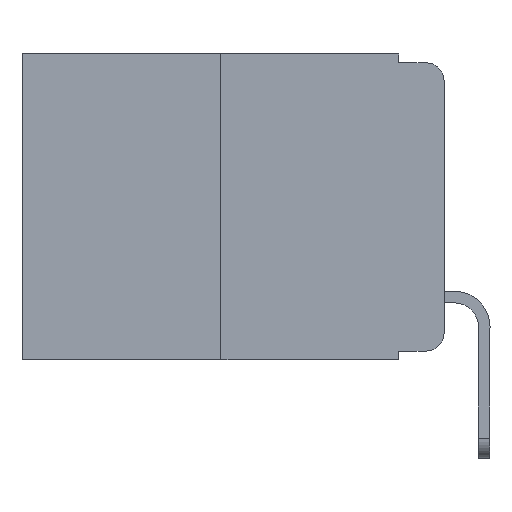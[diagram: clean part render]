
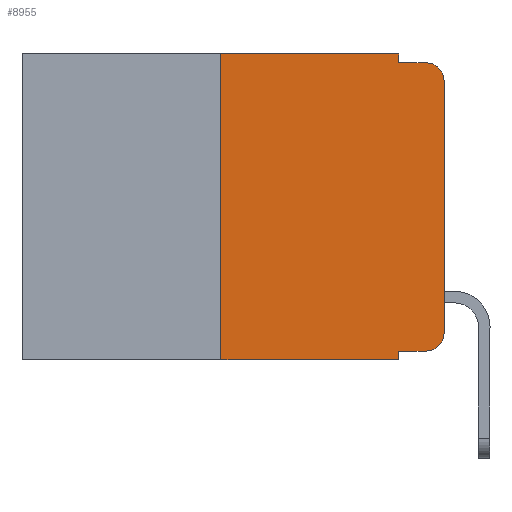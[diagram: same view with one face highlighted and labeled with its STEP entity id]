
A CAD part, left-side view. The second image highlights one B-rep face of the part: STEP entity #8955.
In plain terms, the highlighted planar face has unit normal (-1, 0, 0).
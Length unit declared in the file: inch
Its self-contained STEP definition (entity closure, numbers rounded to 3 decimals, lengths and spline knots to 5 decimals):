
#28 = PLANE ( 'NONE',  #7625 ) ;
#204 = LINE ( 'NONE', #6166, #10687 ) ;
#254 = DIRECTION ( 'NONE',  ( 0., 0., -1. ) ) ;
#380 = CIRCLE ( 'NONE', #11559, 0.02 ) ;
#385 = CARTESIAN_POINT ( 'NONE',  ( 0., 0., -0.03 ) ) ;
#533 = VECTOR ( 'NONE', #11248, 39.37008 ) ;
#845 = VERTEX_POINT ( 'NONE', #10928 ) ;
#1220 = EDGE_CURVE ( 'NONE', #10750, #5474, #204, .T. ) ;
#1347 = DIRECTION ( 'NONE',  ( 0., 0., -1. ) ) ;
#1371 = ORIENTED_EDGE ( 'NONE', *, *, #1901, .F. ) ;
#1387 = ORIENTED_EDGE ( 'NONE', *, *, #1680, .T. ) ;
#1420 = EDGE_CURVE ( 'NONE', #5474, #845, #380, .T. ) ;
#1514 = EDGE_CURVE ( 'NONE', #1738, #10750, #4819, .T. ) ;
#1564 = VERTEX_POINT ( 'NONE', #3950 ) ;
#1680 = EDGE_CURVE ( 'NONE', #8674, #4847, #9225, .T. ) ;
#1738 = VERTEX_POINT ( 'NONE', #12379 ) ;
#1901 = EDGE_CURVE ( 'NONE', #4301, #845, #7853, .T. ) ;
#1925 = EDGE_CURVE ( 'NONE', #10244, #4301, #10091, .T. ) ;
#2000 = DIRECTION ( 'NONE',  ( 0., -1., 0. ) ) ;
#2295 = CARTESIAN_POINT ( 'NONE',  ( 0., 0.473, -0.343 ) ) ;
#2315 = VERTEX_POINT ( 'NONE', #3512 ) ;
#2356 = VECTOR ( 'NONE', #10613, 39.37008 ) ;
#2413 = DIRECTION ( 'NONE',  ( 0., 0., -1. ) ) ;
#2724 = EDGE_CURVE ( 'NONE', #8674, #2315, #10203, .T. ) ;
#2982 = ORIENTED_EDGE ( 'NONE', *, *, #2724, .F. ) ;
#3037 = DIRECTION ( 'NONE',  ( 0., -1., 0. ) ) ;
#3132 = CARTESIAN_POINT ( 'NONE',  ( 0., 0.051, -0.333 ) ) ;
#3192 = EDGE_CURVE ( 'NONE', #1564, #4847, #5246, .T. ) ;
#3478 = ORIENTED_EDGE ( 'NONE', *, *, #9666, .F. ) ;
#3512 = CARTESIAN_POINT ( 'NONE',  ( 0., 0.25, 0. ) ) ;
#3950 = CARTESIAN_POINT ( 'NONE',  ( 0., 0.051, -0.333 ) ) ;
#4104 = EDGE_LOOP ( 'NONE', ( #11543, #10714, #1371, #4541, #3478, #2982, #1387, #6144, #9292, #5378 ) ) ;
#4301 = VERTEX_POINT ( 'NONE', #10720 ) ;
#4450 = EDGE_CURVE ( 'NONE', #1564, #1738, #10891, .T. ) ;
#4541 = ORIENTED_EDGE ( 'NONE', *, *, #1925, .F. ) ;
#4577 = DIRECTION ( 'NONE',  ( 0., 0., -1. ) ) ;
#4819 = CIRCLE ( 'NONE', #6925, 0.02 ) ;
#4847 = VERTEX_POINT ( 'NONE', #10626 ) ;
#4895 = DIRECTION ( 'NONE',  ( -1., 0., 0. ) ) ;
#5188 = CARTESIAN_POINT ( 'NONE',  ( 0., 0.02, -0.313 ) ) ;
#5246 = LINE ( 'NONE', #8590, #12409 ) ;
#5378 = ORIENTED_EDGE ( 'NONE', *, *, #1514, .T. ) ;
#5474 = VERTEX_POINT ( 'NONE', #385 ) ;
#5993 = CARTESIAN_POINT ( 'NONE',  ( 0., 0., -0.313 ) ) ;
#6047 = DIRECTION ( 'NONE',  ( 0., 0., 1. ) ) ;
#6144 = ORIENTED_EDGE ( 'NONE', *, *, #3192, .F. ) ;
#6166 = CARTESIAN_POINT ( 'NONE',  ( 0., 0., 0. ) ) ;
#6509 = CARTESIAN_POINT ( 'NONE',  ( 0., 0.473, 0. ) ) ;
#6659 = VECTOR ( 'NONE', #2000, 39.37008 ) ;
#6925 = AXIS2_PLACEMENT_3D ( 'NONE', #5188, #4895, #4577 ) ;
#7406 = CARTESIAN_POINT ( 'NONE',  ( 0., 0.473, 0. ) ) ;
#7625 = AXIS2_PLACEMENT_3D ( 'NONE', #7406, #8362, #2413 ) ;
#7853 = LINE ( 'NONE', #8325, #10377 ) ;
#7901 = CARTESIAN_POINT ( 'NONE',  ( 0., 0.051, 0. ) ) ;
#7963 = DIRECTION ( 'NONE',  ( 0., 0., -1. ) ) ;
#8247 = DIRECTION ( 'NONE',  ( 0., -1., 0. ) ) ;
#8325 = CARTESIAN_POINT ( 'NONE',  ( 0., 0.051, -0.01 ) ) ;
#8362 = DIRECTION ( 'NONE',  ( 1., 0., 0. ) ) ;
#8590 = CARTESIAN_POINT ( 'NONE',  ( 0., 0.051, 0. ) ) ;
#8674 = VERTEX_POINT ( 'NONE', #10718 ) ;
#8747 = LINE ( 'NONE', #6509, #533 ) ;
#8955 = ADVANCED_FACE ( 'NONE', ( #11101 ), #28, .F. ) ;
#9225 = LINE ( 'NONE', #2295, #6659 ) ;
#9292 = ORIENTED_EDGE ( 'NONE', *, *, #4450, .T. ) ;
#9666 = EDGE_CURVE ( 'NONE', #2315, #10244, #8747, .T. ) ;
#10091 = LINE ( 'NONE', #7901, #12178 ) ;
#10203 = LINE ( 'NONE', #12445, #2356 ) ;
#10244 = VERTEX_POINT ( 'NONE', #12796 ) ;
#10315 = VECTOR ( 'NONE', #3037, 39.37008 ) ;
#10377 = VECTOR ( 'NONE', #8247, 39.37008 ) ;
#10613 = DIRECTION ( 'NONE',  ( 0., 0., 1. ) ) ;
#10626 = CARTESIAN_POINT ( 'NONE',  ( 0., 0.051, -0.343 ) ) ;
#10687 = VECTOR ( 'NONE', #6047, 39.37008 ) ;
#10714 = ORIENTED_EDGE ( 'NONE', *, *, #1420, .T. ) ;
#10718 = CARTESIAN_POINT ( 'NONE',  ( 0., 0.25, -0.343 ) ) ;
#10720 = CARTESIAN_POINT ( 'NONE',  ( 0., 0.051, -0.01 ) ) ;
#10750 = VERTEX_POINT ( 'NONE', #5993 ) ;
#10891 = LINE ( 'NONE', #3132, #10315 ) ;
#10928 = CARTESIAN_POINT ( 'NONE',  ( 0., 0.02, -0.01 ) ) ;
#11101 = FACE_OUTER_BOUND ( 'NONE', #4104, .T. ) ;
#11248 = DIRECTION ( 'NONE',  ( 0., -1., 0. ) ) ;
#11543 = ORIENTED_EDGE ( 'NONE', *, *, #1220, .T. ) ;
#11559 = AXIS2_PLACEMENT_3D ( 'NONE', #11830, #12048, #1347 ) ;
#11830 = CARTESIAN_POINT ( 'NONE',  ( 0., 0.02, -0.03 ) ) ;
#12048 = DIRECTION ( 'NONE',  ( -1., 0., 0. ) ) ;
#12178 = VECTOR ( 'NONE', #7963, 39.37008 ) ;
#12379 = CARTESIAN_POINT ( 'NONE',  ( 0., 0.02, -0.333 ) ) ;
#12409 = VECTOR ( 'NONE', #254, 39.37008 ) ;
#12445 = CARTESIAN_POINT ( 'NONE',  ( 0., 0.25, 0. ) ) ;
#12796 = CARTESIAN_POINT ( 'NONE',  ( 0., 0.051, 0. ) ) ;
